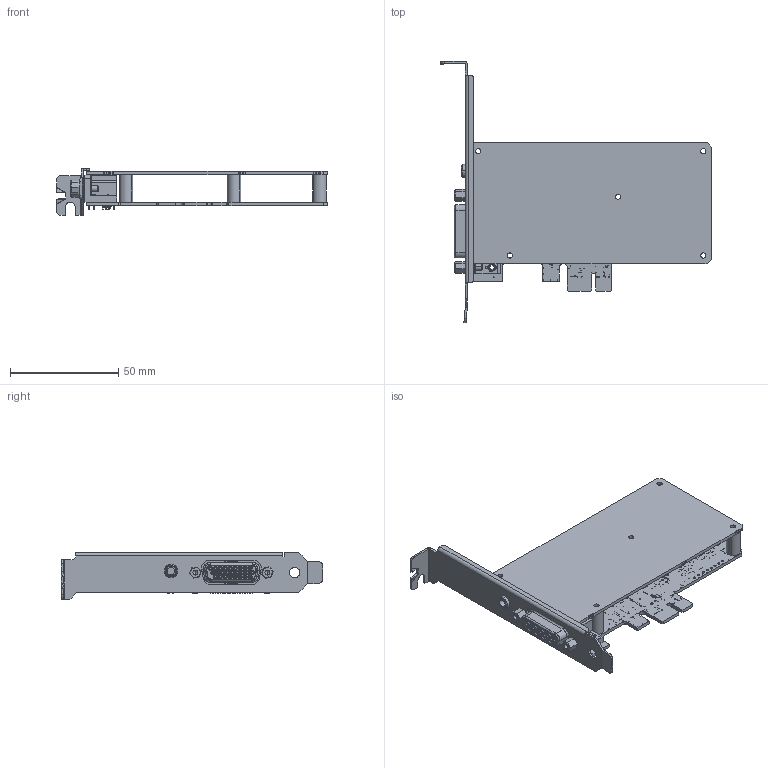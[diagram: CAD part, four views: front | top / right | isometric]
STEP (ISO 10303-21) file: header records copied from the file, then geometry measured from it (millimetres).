
FILE_DESCRIPTION (( 'STEP AP214' ), '1' );
FILE_NAME ('ASI5800-E-Long.STEP', '2024-06-05T19:52:27', ( '' ), ( '' ), 'SwSTEP 2.0', 'SolidWorks 2020', '' );
FILE_SCHEMA (( 'AUTOMOTIVE_DESIGN' ));
Length unit declared in the file: inch
Products named in the file (1): ASI5800-E-Long
Bounding box: 125.51 x 121.01 x 21.59 mm (x, y, z)
Volume: 30482.1 mm3; surface area: 40525.5 mm2
Topology: 1 solids, 9 shells, 4096 faces, 11917 edges, 7904 vertices
Faces by surface type: cylinder 2846, plane 1050, bspline 126, cone 74
Entity records: 203944 total; most frequent: CARTESIAN_POINT 34505, DIRECTION 24510, ORIENTED_EDGE 23826, EDGE_CURVE 11913, AXIS2_PLACEMENT_3D 9489, VERTEX_POINT 7904, EDGE_LOOP 6559, LINE 5532
